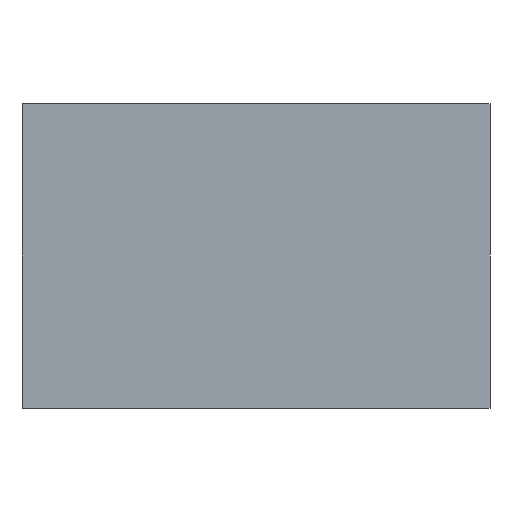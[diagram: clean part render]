
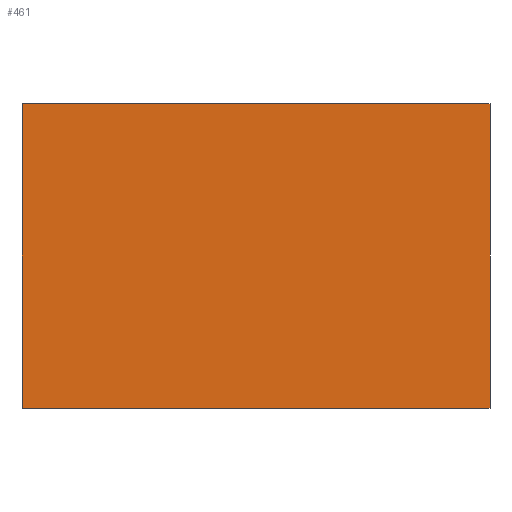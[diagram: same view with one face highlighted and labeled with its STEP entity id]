
A CAD part, front view. The second image highlights one B-rep face of the part: STEP entity #461.
In plain terms, the highlighted planar face has unit normal (0, -1, 0).
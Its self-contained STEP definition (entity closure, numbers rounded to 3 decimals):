
#29=PLANE('',#503);
#57=FACE_OUTER_BOUND('',#87,.T.);
#87=EDGE_LOOP('',(#370,#371,#372,#373));
#128=LINE('',#1179,#183);
#132=LINE('',#1186,#187);
#135=LINE('',#1192,#190);
#138=LINE('',#1197,#193);
#183=VECTOR('',#546,1000.);
#187=VECTOR('',#552,1000.);
#190=VECTOR('',#557,1000.);
#193=VECTOR('',#562,1000.);
#240=VERTEX_POINT('',#1177);
#241=VERTEX_POINT('',#1178);
#243=VERTEX_POINT('',#1185);
#245=VERTEX_POINT('',#1191);
#283=EDGE_CURVE('',#240,#241,#128,.T.);
#287=EDGE_CURVE('',#241,#243,#132,.T.);
#290=EDGE_CURVE('',#243,#245,#135,.T.);
#293=EDGE_CURVE('',#245,#240,#138,.T.);
#370=ORIENTED_EDGE('',*,*,#283,.F.);
#371=ORIENTED_EDGE('',*,*,#293,.F.);
#372=ORIENTED_EDGE('',*,*,#290,.F.);
#373=ORIENTED_EDGE('',*,*,#287,.F.);
#461=ADVANCED_FACE('',(#57),#29,.F.);
#503=AXIS2_PLACEMENT_3D('',#1201,#565,#566);
#546=DIRECTION('',(0.,0.,-1.));
#552=DIRECTION('',(-1.,0.,0.));
#557=DIRECTION('',(0.,0.,1.));
#562=DIRECTION('',(1.,0.,0.));
#565=DIRECTION('center_axis',(0.,1.,0.));
#566=DIRECTION('ref_axis',(0.,0.,1.));
#1177=CARTESIAN_POINT('',(35.21,0.,22.9));
#1178=CARTESIAN_POINT('',(35.21,0.,-22.9));
#1179=CARTESIAN_POINT('',(35.21,0.,22.9));
#1185=CARTESIAN_POINT('',(-35.21,0.,-22.9));
#1186=CARTESIAN_POINT('',(35.21,0.,-22.9));
#1191=CARTESIAN_POINT('',(-35.21,0.,22.9));
#1192=CARTESIAN_POINT('',(-35.21,0.,-22.9));
#1197=CARTESIAN_POINT('',(-35.21,0.,22.9));
#1201=CARTESIAN_POINT('Origin',(0.,0.,0.));
